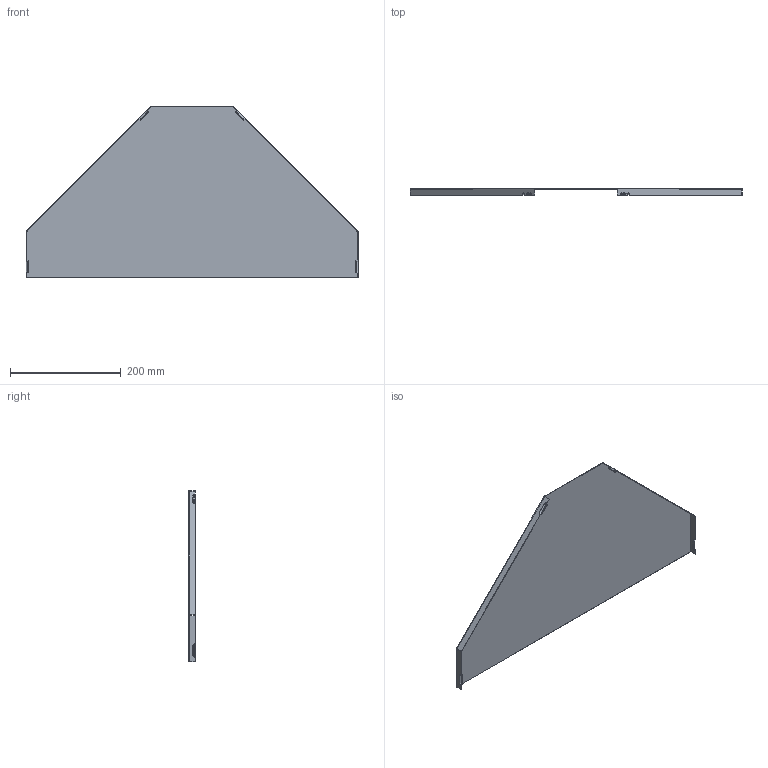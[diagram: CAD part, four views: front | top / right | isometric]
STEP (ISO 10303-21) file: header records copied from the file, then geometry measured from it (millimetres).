
FILE_DESCRIPTION(/* description */ (''),/* implementation_level */ '2;1');
FILE_NAME(/* name */ 'KPDplus-C 150x600.ipt.stp',/* time_stamp */ '2023-05-25T17:00:03+03:00',/* author */ ('Manager3'),/* organization */ (''),/* preprocessor_version */ 'ST-DEVELOPER v19.2',/* originating_system */ 'Autodesk Inventor 2023',/* authorisation */ '');
FILE_SCHEMA (('AUTOMOTIVE_DESIGN { 1 0 10303 214 3 1 1 }'));
Length unit declared in the file: millimetre
Products named in the file (1): Крышка переходника 
центрального 150-600 "ПЛЮС"
Bounding box: 600 x 12.5 x 309.71 mm (x, y, z)
Volume: 144307.9 mm3; surface area: 290013.3 mm2
Topology: 1 solids, 1 shells, 64 faces, 188 edges, 126 vertices
Faces by surface type: plane 46, cone 16, bspline 2
Entity records: 2316 total; most frequent: CARTESIAN_POINT 481, ORIENTED_EDGE 376, DIRECTION 338, EDGE_CURVE 188, LINE 148, VECTOR 148, VERTEX_POINT 126, AXIS2_PLACEMENT_3D 95
